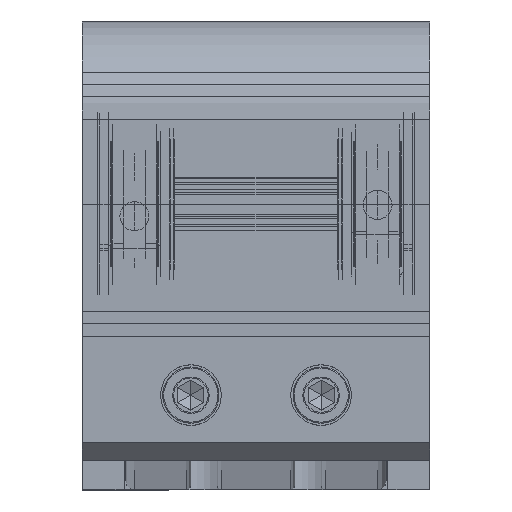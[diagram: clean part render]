
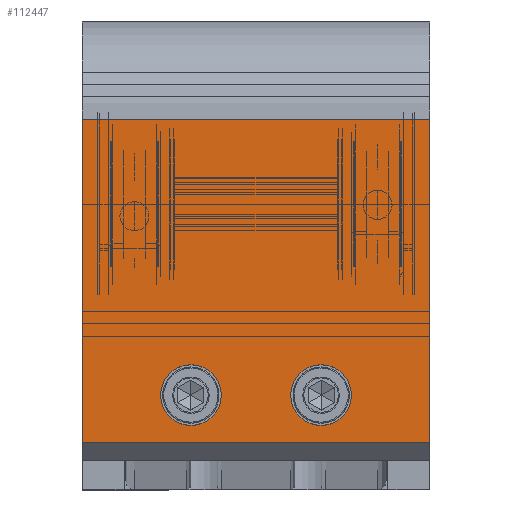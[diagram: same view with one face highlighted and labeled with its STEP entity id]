
A CAD part, top view. The second image highlights one B-rep face of the part: STEP entity #112447.
In plain terms, the highlighted planar face has unit normal (0, 0, 1).
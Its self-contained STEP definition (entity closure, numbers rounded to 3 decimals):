
#8230 = CIRCLE ( 'NONE', #35504, 7. ) ;
#12293 = VECTOR ( 'NONE', #232540, 1000. ) ;
#13794 = ORIENTED_EDGE ( 'NONE', *, *, #280054, .F. ) ;
#26483 = ORIENTED_EDGE ( 'NONE', *, *, #216663, .T. ) ;
#26769 = ORIENTED_EDGE ( 'NONE', *, *, #216400, .F. ) ;
#30779 = DIRECTION ( 'NONE',  ( 0., 0., 1. ) ) ;
#32446 = CARTESIAN_POINT ( 'NONE',  ( 130.798, 174.238, 570.351 ) ) ;
#33667 = VECTOR ( 'NONE', #158057, 1000. ) ;
#34518 = DIRECTION ( 'NONE',  ( -1., 0., 0. ) ) ;
#35504 = AXIS2_PLACEMENT_3D ( 'NONE', #204174, #78378, #181994 ) ;
#37739 = VERTEX_POINT ( 'NONE', #238517 ) ;
#40181 = CARTESIAN_POINT ( 'NONE',  ( 185.798, 159.238, 570.351 ) ) ;
#44811 = VERTEX_POINT ( 'NONE', #46261 ) ;
#46261 = CARTESIAN_POINT ( 'NONE',  ( 123.798, 174.238, 570.351 ) ) ;
#48915 = CARTESIAN_POINT ( 'NONE',  ( 105.798, 159.238, 570.351 ) ) ;
#50606 = LINE ( 'NONE', #48915, #12293 ) ;
#51590 = VERTEX_POINT ( 'NONE', #166516 ) ;
#56749 = FACE_BOUND ( 'NONE', #271824, .T. ) ;
#59550 = DIRECTION ( 'NONE',  ( 1., 0., 0. ) ) ;
#61723 = CARTESIAN_POINT ( 'NONE',  ( 185.798, 159.238, 570.351 ) ) ;
#65565 = EDGE_CURVE ( 'NONE', #189550, #44811, #244005, .T. ) ;
#68456 = CARTESIAN_POINT ( 'NONE',  ( 137.798, 174.238, 570.351 ) ) ;
#78378 = DIRECTION ( 'NONE',  ( 0., 0., 1. ) ) ;
#81569 = DIRECTION ( 'NONE',  ( 0., 0., 1. ) ) ;
#93375 = AXIS2_PLACEMENT_3D ( 'NONE', #207378, #81569, #236207 ) ;
#97663 = AXIS2_PLACEMENT_3D ( 'NONE', #292529, #270437, #59550 ) ;
#107304 = EDGE_LOOP ( 'NONE', ( #135551, #26769 ) ) ;
#112447 = ADVANCED_FACE ( 'NONE', ( #264204, #56749, #218218 ), #189326, .F. ) ;
#120935 = ORIENTED_EDGE ( 'NONE', *, *, #260757, .F. ) ;
#124299 = CARTESIAN_POINT ( 'NONE',  ( 105.798, 163.238, 570.351 ) ) ;
#124821 = CARTESIAN_POINT ( 'NONE',  ( 153.798, 174.238, 570.351 ) ) ;
#135551 = ORIENTED_EDGE ( 'NONE', *, *, #65565, .F. ) ;
#135907 = VERTEX_POINT ( 'NONE', #194018 ) ;
#136219 = DIRECTION ( 'NONE',  ( 1., 0., 0. ) ) ;
#138269 = VERTEX_POINT ( 'NONE', #187433 ) ;
#138461 = VERTEX_POINT ( 'NONE', #124299 ) ;
#157095 = ORIENTED_EDGE ( 'NONE', *, *, #181426, .T. ) ;
#158057 = DIRECTION ( 'NONE',  ( 1., 0., 0. ) ) ;
#166516 = CARTESIAN_POINT ( 'NONE',  ( 105.798, 237.738, 570.351 ) ) ;
#167177 = DIRECTION ( 'NONE',  ( 0., 0., -1. ) ) ;
#181426 = EDGE_CURVE ( 'NONE', #138461, #138269, #183490, .T. ) ;
#181994 = DIRECTION ( 'NONE',  ( 1., 0., 0. ) ) ;
#183490 = LINE ( 'NONE', #236175, #33667 ) ;
#185091 = DIRECTION ( 'NONE',  ( -1., 0., 0. ) ) ;
#187433 = CARTESIAN_POINT ( 'NONE',  ( 185.798, 163.238, 570.351 ) ) ;
#188510 = CARTESIAN_POINT ( 'NONE',  ( 185.798, 237.738, 570.351 ) ) ;
#189326 = PLANE ( 'NONE',  #217805 ) ;
#189550 = VERTEX_POINT ( 'NONE', #68456 ) ;
#192935 = VERTEX_POINT ( 'NONE', #124821 ) ;
#194018 = CARTESIAN_POINT ( 'NONE',  ( 185.798, 237.738, 570.351 ) ) ;
#201591 = DIRECTION ( 'NONE',  ( 0., -1., 0. ) ) ;
#204174 = CARTESIAN_POINT ( 'NONE',  ( 160.798, 174.238, 570.351 ) ) ;
#207378 = CARTESIAN_POINT ( 'NONE',  ( 160.798, 174.238, 570.351 ) ) ;
#216400 = EDGE_CURVE ( 'NONE', #44811, #189550, #233235, .T. ) ;
#216663 = EDGE_CURVE ( 'NONE', #135907, #51590, #288844, .T. ) ;
#217805 = AXIS2_PLACEMENT_3D ( 'NONE', #61723, #167177, #34518 ) ;
#218218 = FACE_OUTER_BOUND ( 'NONE', #309160, .T. ) ;
#222183 = LINE ( 'NONE', #40181, #264427 ) ;
#223597 = EDGE_CURVE ( 'NONE', #51590, #138461, #50606, .T. ) ;
#223686 = CIRCLE ( 'NONE', #93375, 7. ) ;
#232540 = DIRECTION ( 'NONE',  ( 0., -1., 0. ) ) ;
#233235 = CIRCLE ( 'NONE', #336483, 7. ) ;
#236175 = CARTESIAN_POINT ( 'NONE',  ( 185.798, 163.238, 570.351 ) ) ;
#236207 = DIRECTION ( 'NONE',  ( 1., 0., 0. ) ) ;
#238517 = CARTESIAN_POINT ( 'NONE',  ( 167.798, 174.238, 570.351 ) ) ;
#244005 = CIRCLE ( 'NONE', #97663, 7. ) ;
#248860 = ORIENTED_EDGE ( 'NONE', *, *, #223597, .T. ) ;
#257249 = ORIENTED_EDGE ( 'NONE', *, *, #334357, .F. ) ;
#260757 = EDGE_CURVE ( 'NONE', #192935, #37739, #223686, .T. ) ;
#264204 = FACE_BOUND ( 'NONE', #107304, .T. ) ;
#264427 = VECTOR ( 'NONE', #201591, 1000. ) ;
#270437 = DIRECTION ( 'NONE',  ( 0., 0., 1. ) ) ;
#271824 = EDGE_LOOP ( 'NONE', ( #257249, #120935 ) ) ;
#280054 = EDGE_CURVE ( 'NONE', #135907, #138269, #222183, .T. ) ;
#288844 = LINE ( 'NONE', #188510, #325769 ) ;
#292529 = CARTESIAN_POINT ( 'NONE',  ( 130.798, 174.238, 570.351 ) ) ;
#309160 = EDGE_LOOP ( 'NONE', ( #248860, #157095, #13794, #26483 ) ) ;
#325769 = VECTOR ( 'NONE', #185091, 1000. ) ;
#334357 = EDGE_CURVE ( 'NONE', #37739, #192935, #8230, .T. ) ;
#336483 = AXIS2_PLACEMENT_3D ( 'NONE', #32446, #30779, #136219 ) ;
